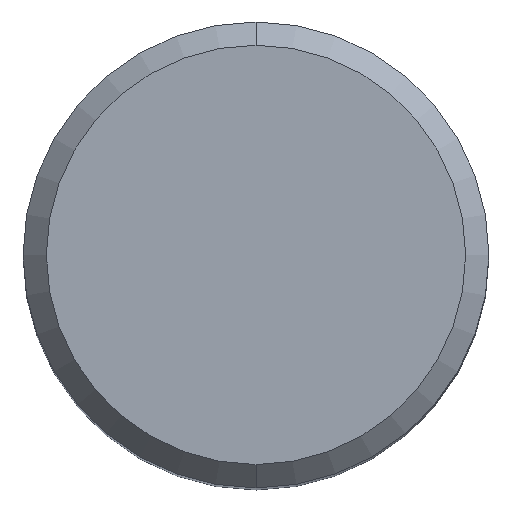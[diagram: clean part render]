
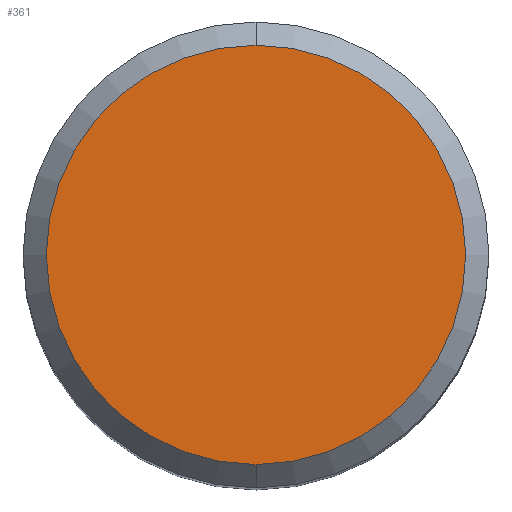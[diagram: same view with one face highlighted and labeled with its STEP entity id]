
A CAD part, top view. The second image highlights one B-rep face of the part: STEP entity #361.
In plain terms, the highlighted planar face has unit normal (0, 0, 1).
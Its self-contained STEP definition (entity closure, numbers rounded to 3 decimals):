
#205=EDGE_CURVE('',#309,#345,#509,.T.);
#273=EDGE_CURVE('',#345,#309,#585,.T.);
#309=VERTEX_POINT('',#624);
#345=VERTEX_POINT('',#662);
#361=ADVANCED_FACE('',(#680),#681,.T.);
#509=CIRCLE('',#876,7.2);
#585=CIRCLE('',#1072,7.2);
#624=CARTESIAN_POINT('',(0.0,7.2,0.));
#662=CARTESIAN_POINT('',(0.,-7.2,0.));
#680=FACE_OUTER_BOUND('',#1217,.T.);
#681=PLANE('',#1218);
#876=AXIS2_PLACEMENT_3D('',#1524,#1525,#1526);
#1072=AXIS2_PLACEMENT_3D('',#1615,#1616,#1617);
#1217=EDGE_LOOP('',(#1733,#1734));
#1218=AXIS2_PLACEMENT_3D('',#1735,#1736,#1737);
#1524=CARTESIAN_POINT('',(0.0,0.0,0.));
#1525=DIRECTION('',(0.0,0.0,-1.0));
#1526=DIRECTION('',(0.0,1.0,0.0));
#1615=CARTESIAN_POINT('',(0.0,0.0,0.));
#1616=DIRECTION('',(0.0,0.0,-1.0));
#1617=DIRECTION('',(0.0,1.0,0.0));
#1733=ORIENTED_EDGE('',*,*,#205,.F.);
#1734=ORIENTED_EDGE('',*,*,#273,.F.);
#1735=CARTESIAN_POINT('',(0.0,3.6,0.));
#1736=DIRECTION('',(-0.0,0.0,1.0));
#1737=DIRECTION('',(0.0,-1.0,0.0));
